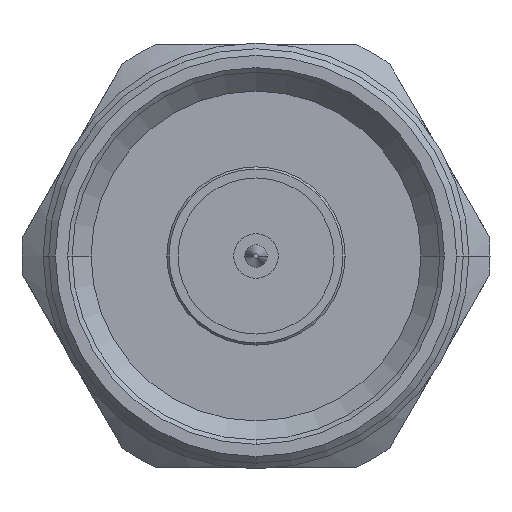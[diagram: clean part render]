
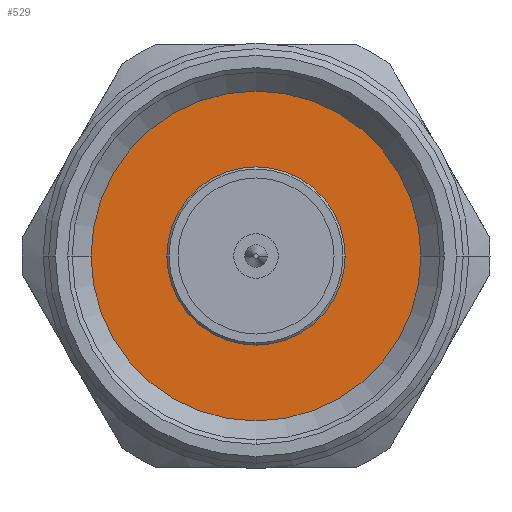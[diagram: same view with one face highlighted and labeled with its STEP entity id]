
A CAD part, left-side view. The second image highlights one B-rep face of the part: STEP entity #529.
In plain terms, the highlighted planar face has unit normal (-1, 0, 0).
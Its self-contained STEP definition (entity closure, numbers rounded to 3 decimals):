
#99 = DIRECTION ( 'NONE',  ( 0., 1., 0. ) ) ;
#239 = CARTESIAN_POINT ( 'NONE',  ( 11.3, 0., 0. ) ) ;
#373 = CIRCLE ( 'NONE', #3676, 8.8 ) ;
#379 = EDGE_CURVE ( 'NONE', #1803, #1500, #2721, .T. ) ;
#471 = DIRECTION ( 'NONE',  ( -1., 0., 0. ) ) ;
#529 = ADVANCED_FACE ( 'NONE', ( #3852, #3898 ), #595, .T. ) ;
#591 = AXIS2_PLACEMENT_3D ( 'NONE', #659, #1386, #1772 ) ;
#595 = PLANE ( 'NONE',  #2355 ) ;
#659 = CARTESIAN_POINT ( 'NONE',  ( 11.3, 0., 0. ) ) ;
#1271 = CARTESIAN_POINT ( 'NONE',  ( 11.3, -4., 0. ) ) ;
#1293 = ORIENTED_EDGE ( 'NONE', *, *, #2467, .F. ) ;
#1364 = VERTEX_POINT ( 'NONE', #1763 ) ;
#1386 = DIRECTION ( 'NONE',  ( -1., 0., 0. ) ) ;
#1439 = CIRCLE ( 'NONE', #591, 4. ) ;
#1500 = VERTEX_POINT ( 'NONE', #3400 ) ;
#1575 = AXIS2_PLACEMENT_3D ( 'NONE', #1930, #3399, #99 ) ;
#1710 = DIRECTION ( 'NONE',  ( -1., 0., 0. ) ) ;
#1763 = CARTESIAN_POINT ( 'NONE',  ( 11.3, 4., 0. ) ) ;
#1772 = DIRECTION ( 'NONE',  ( 0., -1., 0. ) ) ;
#1803 = VERTEX_POINT ( 'NONE', #2239 ) ;
#1930 = CARTESIAN_POINT ( 'NONE',  ( 11.3, 0., 0. ) ) ;
#1936 = AXIS2_PLACEMENT_3D ( 'NONE', #2458, #4694, #2123 ) ;
#2123 = DIRECTION ( 'NONE',  ( 0., 1., 0. ) ) ;
#2239 = CARTESIAN_POINT ( 'NONE',  ( 11.3, 8.8, 0. ) ) ;
#2355 = AXIS2_PLACEMENT_3D ( 'NONE', #239, #1710, #2497 ) ;
#2458 = CARTESIAN_POINT ( 'NONE',  ( 11.3, 0., 0. ) ) ;
#2467 = EDGE_CURVE ( 'NONE', #1364, #3677, #4004, .T. ) ;
#2497 = DIRECTION ( 'NONE',  ( 0., 0., 1. ) ) ;
#2721 = CIRCLE ( 'NONE', #1575, 8.8 ) ;
#3197 = ORIENTED_EDGE ( 'NONE', *, *, #379, .F. ) ;
#3282 = EDGE_LOOP ( 'NONE', ( #3391, #3197 ) ) ;
#3391 = ORIENTED_EDGE ( 'NONE', *, *, #4003, .T. ) ;
#3399 = DIRECTION ( 'NONE',  ( 1., 0., 0. ) ) ;
#3400 = CARTESIAN_POINT ( 'NONE',  ( 11.3, -8.8, 0. ) ) ;
#3413 = DIRECTION ( 'NONE',  ( 0., 1., 0. ) ) ;
#3662 = EDGE_LOOP ( 'NONE', ( #3689, #1293 ) ) ;
#3676 = AXIS2_PLACEMENT_3D ( 'NONE', #3766, #471, #3413 ) ;
#3677 = VERTEX_POINT ( 'NONE', #1271 ) ;
#3689 = ORIENTED_EDGE ( 'NONE', *, *, #3821, .F. ) ;
#3766 = CARTESIAN_POINT ( 'NONE',  ( 11.3, 0., 0. ) ) ;
#3821 = EDGE_CURVE ( 'NONE', #3677, #1364, #1439, .T. ) ;
#3852 = FACE_BOUND ( 'NONE', #3662, .T. ) ;
#3898 = FACE_OUTER_BOUND ( 'NONE', #3282, .T. ) ;
#4003 = EDGE_CURVE ( 'NONE', #1803, #1500, #373, .T. ) ;
#4004 = CIRCLE ( 'NONE', #1936, 4. ) ;
#4694 = DIRECTION ( 'NONE',  ( -1., 0., 0. ) ) ;
